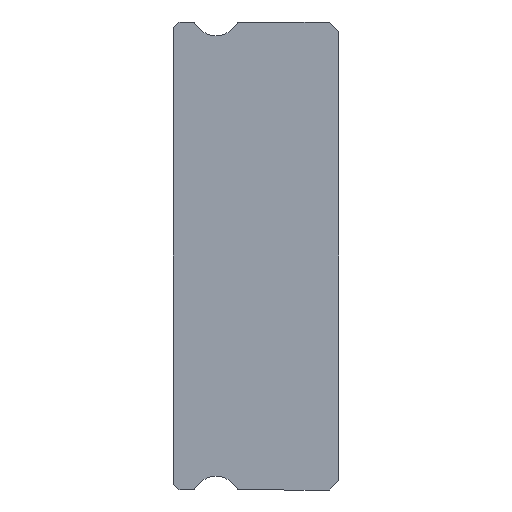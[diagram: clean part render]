
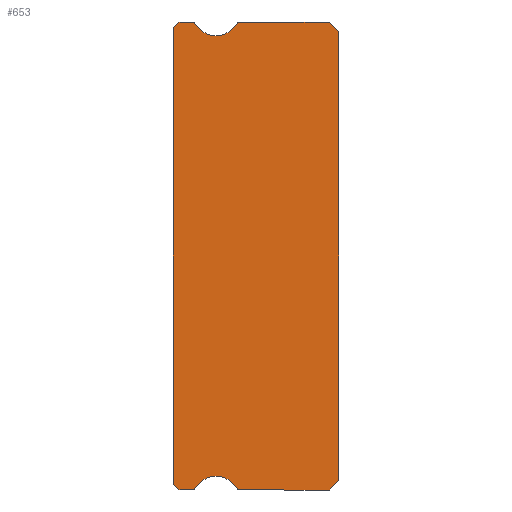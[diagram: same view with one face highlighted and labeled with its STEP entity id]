
A CAD part, left-side view. The second image highlights one B-rep face of the part: STEP entity #653.
In plain terms, the highlighted planar face has unit normal (-1, 0, 0).
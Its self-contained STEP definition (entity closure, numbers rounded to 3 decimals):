
#1 = CARTESIAN_POINT ( 'NONE',  ( -10., 7.383, 11.925 ) ) ;
#23 = VECTOR ( 'NONE', #2026, 1000. ) ;
#53 = CARTESIAN_POINT ( 'NONE',  ( -10., 7.512, 12. ) ) ;
#90 = CARTESIAN_POINT ( 'NONE',  ( -10., 7.512, -12. ) ) ;
#103 = VERTEX_POINT ( 'NONE', #196 ) ;
#107 = ORIENTED_EDGE ( 'NONE', *, *, #1205, .F. ) ;
#136 = DIRECTION ( 'NONE',  ( 0., -1., 0. ) ) ;
#153 = DIRECTION ( 'NONE',  ( 0., 0., -1. ) ) ;
#172 = CARTESIAN_POINT ( 'NONE',  ( -10., 5.088, -11.85 ) ) ;
#180 = EDGE_CURVE ( 'NONE', #1646, #814, #1202, .T. ) ;
#190 = CARTESIAN_POINT ( 'NONE',  ( -10., 0., 11.5 ) ) ;
#196 = CARTESIAN_POINT ( 'NONE',  ( -10., 0.5, -12. ) ) ;
#206 = DIRECTION ( 'NONE',  ( 1., 0., 0. ) ) ;
#231 = AXIS2_PLACEMENT_3D ( 'NONE', #2018, #1501, #1140 ) ;
#239 = CARTESIAN_POINT ( 'NONE',  ( -10., 0.5, 12. ) ) ;
#258 = FACE_OUTER_BOUND ( 'NONE', #2025, .T. ) ;
#261 = ORIENTED_EDGE ( 'NONE', *, *, #1433, .T. ) ;
#265 = LINE ( 'NONE', #2158, #983 ) ;
#280 = LINE ( 'NONE', #974, #2031 ) ;
#289 = CARTESIAN_POINT ( 'NONE',  ( -10., 5.217, 11.925 ) ) ;
#317 = DIRECTION ( 'NONE',  ( 1., 0., 0. ) ) ;
#329 = DIRECTION ( 'NONE',  ( 0., 1., 0. ) ) ;
#392 = CARTESIAN_POINT ( 'NONE',  ( -10., 0., -11.5 ) ) ;
#406 = ORIENTED_EDGE ( 'NONE', *, *, #180, .F. ) ;
#411 = VECTOR ( 'NONE', #1879, 1000. ) ;
#424 = CARTESIAN_POINT ( 'NONE',  ( -10., 0., 11.5 ) ) ;
#451 = AXIS2_PLACEMENT_3D ( 'NONE', #976, #2178, #2030 ) ;
#456 = CARTESIAN_POINT ( 'NONE',  ( -10., 7.512, 11.85 ) ) ;
#465 = VERTEX_POINT ( 'NONE', #289 ) ;
#489 = VECTOR ( 'NONE', #2101, 1000. ) ;
#490 = ORIENTED_EDGE ( 'NONE', *, *, #1243, .T. ) ;
#513 = AXIS2_PLACEMENT_3D ( 'NONE', #172, #206, #1761 ) ;
#549 = CIRCLE ( 'NONE', #231, 1.25 ) ;
#571 = PLANE ( 'NONE',  #904 ) ;
#578 = ORIENTED_EDGE ( 'NONE', *, *, #2193, .F. ) ;
#616 = CIRCLE ( 'NONE', #654, 0.15 ) ;
#624 = DIRECTION ( 'NONE',  ( -1., 0., 0. ) ) ;
#653 = ADVANCED_FACE ( 'NONE', ( #258 ), #571, .F. ) ;
#654 = AXIS2_PLACEMENT_3D ( 'NONE', #670, #317, #995 ) ;
#670 = CARTESIAN_POINT ( 'NONE',  ( -10., 5.088, 11.85 ) ) ;
#704 = CARTESIAN_POINT ( 'NONE',  ( -10., 0.5, 12. ) ) ;
#709 = LINE ( 'NONE', #1006, #411 ) ;
#728 = LINE ( 'NONE', #1084, #489 ) ;
#731 = VECTOR ( 'NONE', #136, 1000. ) ;
#753 = VERTEX_POINT ( 'NONE', #1 ) ;
#770 = CARTESIAN_POINT ( 'NONE',  ( -10., 5.088, 12. ) ) ;
#780 = EDGE_CURVE ( 'NONE', #2125, #1177, #549, .T. ) ;
#810 = DIRECTION ( 'NONE',  ( -1., 0., 0. ) ) ;
#814 = VERTEX_POINT ( 'NONE', #1868 ) ;
#819 = EDGE_CURVE ( 'NONE', #465, #1416, #616, .T. ) ;
#872 = VECTOR ( 'NONE', #1949, 1000. ) ;
#900 = ORIENTED_EDGE ( 'NONE', *, *, #2216, .F. ) ;
#904 = AXIS2_PLACEMENT_3D ( 'NONE', #940, #1615, #1117 ) ;
#940 = CARTESIAN_POINT ( 'NONE',  ( -10., 7.512, 11.85 ) ) ;
#943 = EDGE_CURVE ( 'NONE', #1162, #2125, #1919, .T. ) ;
#962 = ORIENTED_EDGE ( 'NONE', *, *, #1145, .F. ) ;
#963 = DIRECTION ( 'NONE',  ( 0., 0.707, -0.707 ) ) ;
#974 = CARTESIAN_POINT ( 'NONE',  ( -10., 8.5, 11.7 ) ) ;
#976 = CARTESIAN_POINT ( 'NONE',  ( -10., 7.512, -11.85 ) ) ;
#983 = VECTOR ( 'NONE', #1127, 1000. ) ;
#985 = CARTESIAN_POINT ( 'NONE',  ( -10., 6.3, 12.55 ) ) ;
#995 = DIRECTION ( 'NONE',  ( 0., 0., -1. ) ) ;
#1006 = CARTESIAN_POINT ( 'NONE',  ( -10., 8.2, 12. ) ) ;
#1017 = AXIS2_PLACEMENT_3D ( 'NONE', #1656, #810, #1328 ) ;
#1022 = VERTEX_POINT ( 'NONE', #392 ) ;
#1036 = DIRECTION ( 'NONE',  ( 0., 0., 1. ) ) ;
#1083 = VECTOR ( 'NONE', #1324, 1000. ) ;
#1084 = CARTESIAN_POINT ( 'NONE',  ( -10., 8.2, -12. ) ) ;
#1096 = EDGE_CURVE ( 'NONE', #1022, #1297, #1976, .T. ) ;
#1101 = ORIENTED_EDGE ( 'NONE', *, *, #1880, .T. ) ;
#1103 = ORIENTED_EDGE ( 'NONE', *, *, #2123, .T. ) ;
#1117 = DIRECTION ( 'NONE',  ( 0., 0., -1. ) ) ;
#1126 = CIRCLE ( 'NONE', #1453, 0.15 ) ;
#1127 = DIRECTION ( 'NONE',  ( 0., -1., 0. ) ) ;
#1136 = EDGE_CURVE ( 'NONE', #1529, #1297, #1783, .T. ) ;
#1140 = DIRECTION ( 'NONE',  ( 0., 0., -1. ) ) ;
#1143 = DIRECTION ( 'NONE',  ( 0., 0., -1. ) ) ;
#1145 = EDGE_CURVE ( 'NONE', #2113, #465, #2138, .T. ) ;
#1162 = VERTEX_POINT ( 'NONE', #1682 ) ;
#1177 = VERTEX_POINT ( 'NONE', #1658 ) ;
#1182 = CARTESIAN_POINT ( 'NONE',  ( -10., 7.512, -12. ) ) ;
#1196 = ORIENTED_EDGE ( 'NONE', *, *, #1724, .F. ) ;
#1202 = LINE ( 'NONE', #1235, #2203 ) ;
#1205 = EDGE_CURVE ( 'NONE', #1022, #103, #1312, .T. ) ;
#1217 = ORIENTED_EDGE ( 'NONE', *, *, #1136, .F. ) ;
#1235 = CARTESIAN_POINT ( 'NONE',  ( -10., 8.5, 11.85 ) ) ;
#1243 = EDGE_CURVE ( 'NONE', #1863, #814, #280, .T. ) ;
#1248 = ORIENTED_EDGE ( 'NONE', *, *, #1801, .F. ) ;
#1297 = VERTEX_POINT ( 'NONE', #190 ) ;
#1304 = DIRECTION ( 'NONE',  ( 1., 0., 0. ) ) ;
#1312 = LINE ( 'NONE', #2009, #23 ) ;
#1314 = CARTESIAN_POINT ( 'NONE',  ( -10., 5.217, -11.925 ) ) ;
#1324 = DIRECTION ( 'NONE',  ( 0., -0.707, -0.707 ) ) ;
#1328 = DIRECTION ( 'NONE',  ( 0., 0., -1. ) ) ;
#1359 = VERTEX_POINT ( 'NONE', #1523 ) ;
#1377 = CIRCLE ( 'NONE', #451, 0.15 ) ;
#1414 = VERTEX_POINT ( 'NONE', #90 ) ;
#1416 = VERTEX_POINT ( 'NONE', #770 ) ;
#1433 = EDGE_CURVE ( 'NONE', #1359, #1414, #265, .T. ) ;
#1453 = AXIS2_PLACEMENT_3D ( 'NONE', #456, #1304, #1143 ) ;
#1501 = DIRECTION ( 'NONE',  ( -1., 0., 0. ) ) ;
#1523 = CARTESIAN_POINT ( 'NONE',  ( -10., 8.2, -12. ) ) ;
#1526 = LINE ( 'NONE', #1182, #1826 ) ;
#1529 = VERTEX_POINT ( 'NONE', #704 ) ;
#1615 = DIRECTION ( 'NONE',  ( 1., 0., 0. ) ) ;
#1625 = ORIENTED_EDGE ( 'NONE', *, *, #1973, .F. ) ;
#1646 = VERTEX_POINT ( 'NONE', #1851 ) ;
#1656 = CARTESIAN_POINT ( 'NONE',  ( -10., 6.3, 12.55 ) ) ;
#1658 = CARTESIAN_POINT ( 'NONE',  ( -10., 7.383, -11.925 ) ) ;
#1682 = CARTESIAN_POINT ( 'NONE',  ( -10., 5.088, -12. ) ) ;
#1724 = EDGE_CURVE ( 'NONE', #2115, #753, #1126, .T. ) ;
#1740 = AXIS2_PLACEMENT_3D ( 'NONE', #985, #624, #153 ) ;
#1761 = DIRECTION ( 'NONE',  ( 0., 0., -1. ) ) ;
#1767 = ORIENTED_EDGE ( 'NONE', *, *, #819, .F. ) ;
#1783 = LINE ( 'NONE', #239, #1083 ) ;
#1801 = EDGE_CURVE ( 'NONE', #753, #2113, #2143, .T. ) ;
#1825 = CARTESIAN_POINT ( 'NONE',  ( -10., 7.512, 12. ) ) ;
#1826 = VECTOR ( 'NONE', #329, 1000. ) ;
#1845 = LINE ( 'NONE', #1825, #731 ) ;
#1851 = CARTESIAN_POINT ( 'NONE',  ( -10., 8.5, -11.7 ) ) ;
#1863 = VERTEX_POINT ( 'NONE', #2168 ) ;
#1868 = CARTESIAN_POINT ( 'NONE',  ( -10., 8.5, 11.7 ) ) ;
#1879 = DIRECTION ( 'NONE',  ( 0., 1., 0. ) ) ;
#1880 = EDGE_CURVE ( 'NONE', #2115, #1863, #709, .T. ) ;
#1910 = ORIENTED_EDGE ( 'NONE', *, *, #943, .F. ) ;
#1919 = CIRCLE ( 'NONE', #513, 0.15 ) ;
#1949 = DIRECTION ( 'NONE',  ( 0., 0., 1. ) ) ;
#1973 = EDGE_CURVE ( 'NONE', #103, #1162, #1526, .T. ) ;
#1976 = LINE ( 'NONE', #424, #872 ) ;
#2009 = CARTESIAN_POINT ( 'NONE',  ( -10., 0., -11.5 ) ) ;
#2018 = CARTESIAN_POINT ( 'NONE',  ( -10., 6.3, -12.55 ) ) ;
#2025 = EDGE_LOOP ( 'NONE', ( #406, #1103, #261, #578, #2192, #1910, #1625, #107, #2051, #1217, #900, #1767, #962, #1248, #1196, #1101, #490 ) ) ;
#2026 = DIRECTION ( 'NONE',  ( 0., 0.707, -0.707 ) ) ;
#2030 = DIRECTION ( 'NONE',  ( 0., 0., -1. ) ) ;
#2031 = VECTOR ( 'NONE', #963, 1000. ) ;
#2051 = ORIENTED_EDGE ( 'NONE', *, *, #1096, .T. ) ;
#2101 = DIRECTION ( 'NONE',  ( 0., -0.707, -0.707 ) ) ;
#2113 = VERTEX_POINT ( 'NONE', #2146 ) ;
#2115 = VERTEX_POINT ( 'NONE', #53 ) ;
#2123 = EDGE_CURVE ( 'NONE', #1646, #1359, #728, .T. ) ;
#2125 = VERTEX_POINT ( 'NONE', #1314 ) ;
#2138 = CIRCLE ( 'NONE', #1740, 1.25 ) ;
#2143 = CIRCLE ( 'NONE', #1017, 1.25 ) ;
#2146 = CARTESIAN_POINT ( 'NONE',  ( -10., 6.3, 11.3 ) ) ;
#2158 = CARTESIAN_POINT ( 'NONE',  ( -10., 7.512, -12. ) ) ;
#2168 = CARTESIAN_POINT ( 'NONE',  ( -10., 8.2, 12. ) ) ;
#2178 = DIRECTION ( 'NONE',  ( 1., 0., 0. ) ) ;
#2192 = ORIENTED_EDGE ( 'NONE', *, *, #780, .F. ) ;
#2193 = EDGE_CURVE ( 'NONE', #1177, #1414, #1377, .T. ) ;
#2203 = VECTOR ( 'NONE', #1036, 1000. ) ;
#2216 = EDGE_CURVE ( 'NONE', #1416, #1529, #1845, .T. ) ;
